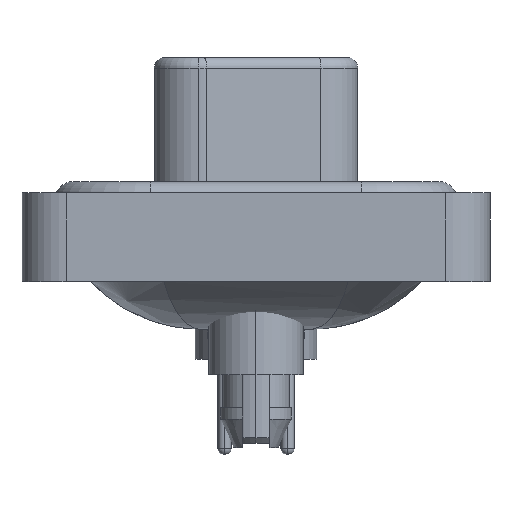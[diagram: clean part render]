
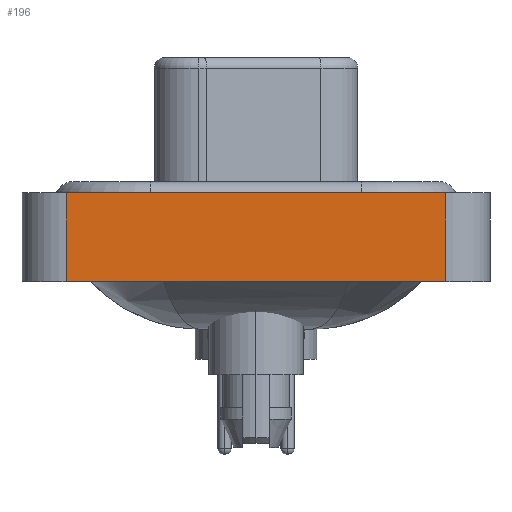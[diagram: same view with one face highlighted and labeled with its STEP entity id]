
A CAD part, left-side view. The second image highlights one B-rep face of the part: STEP entity #196.
In plain terms, the highlighted planar face has unit normal (-1, 0, 0).
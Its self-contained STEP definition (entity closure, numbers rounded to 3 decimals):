
#196 = ADVANCED_FACE ( 'NONE', ( #12401 ), #342, .T. ) ;
#342 = PLANE ( 'NONE',  #3337 ) ;
#517 = LINE ( 'NONE', #16873, #6801 ) ;
#856 = EDGE_CURVE ( 'NONE', #17063, #6535, #1990, .T. ) ;
#1808 = DIRECTION ( 'NONE',  ( 0., 0., 1. ) ) ;
#1990 = LINE ( 'NONE', #9506, #4238 ) ;
#3076 = ORIENTED_EDGE ( 'NONE', *, *, #856, .T. ) ;
#3337 = AXIS2_PLACEMENT_3D ( 'NONE', #10210, #14221, #8245 ) ;
#4238 = VECTOR ( 'NONE', #9892, 1000. ) ;
#4271 = CARTESIAN_POINT ( 'NONE',  ( -7.3, -8.55, 0.4 ) ) ;
#5940 = ORIENTED_EDGE ( 'NONE', *, *, #20530, .T. ) ;
#6357 = DIRECTION ( 'NONE',  ( 0., -1., 0. ) ) ;
#6535 = VERTEX_POINT ( 'NONE', #9159 ) ;
#6801 = VECTOR ( 'NONE', #8943, 1000. ) ;
#8245 = DIRECTION ( 'NONE',  ( 0., 0., 1. ) ) ;
#8943 = DIRECTION ( 'NONE',  ( 0., -1., 0. ) ) ;
#9159 = CARTESIAN_POINT ( 'NONE',  ( -7.3, -8.55, 0.4 ) ) ;
#9506 = CARTESIAN_POINT ( 'NONE',  ( -7.3, -8.55, -3.6 ) ) ;
#9892 = DIRECTION ( 'NONE',  ( 0., 0., 1. ) ) ;
#9930 = VECTOR ( 'NONE', #6357, 1000. ) ;
#10210 = CARTESIAN_POINT ( 'NONE',  ( -7.3, -8.55, -3.6 ) ) ;
#10939 = CARTESIAN_POINT ( 'NONE',  ( -7.3, 8.55, -3.6 ) ) ;
#10945 = VERTEX_POINT ( 'NONE', #20343 ) ;
#11411 = EDGE_CURVE ( 'NONE', #15548, #6535, #14540, .T. ) ;
#12401 = FACE_OUTER_BOUND ( 'NONE', #21693, .T. ) ;
#12524 = VECTOR ( 'NONE', #1808, 1000. ) ;
#14221 = DIRECTION ( 'NONE',  ( -1., 0., 0. ) ) ;
#14540 = LINE ( 'NONE', #4271, #9930 ) ;
#14835 = LINE ( 'NONE', #10939, #12524 ) ;
#15283 = ORIENTED_EDGE ( 'NONE', *, *, #11411, .F. ) ;
#15548 = VERTEX_POINT ( 'NONE', #21201 ) ;
#16657 = EDGE_CURVE ( 'NONE', #10945, #15548, #14835, .T. ) ;
#16873 = CARTESIAN_POINT ( 'NONE',  ( -7.3, -8.55, -3.6 ) ) ;
#17063 = VERTEX_POINT ( 'NONE', #21047 ) ;
#17108 = ORIENTED_EDGE ( 'NONE', *, *, #16657, .F. ) ;
#20343 = CARTESIAN_POINT ( 'NONE',  ( -7.3, 8.55, -3.6 ) ) ;
#20530 = EDGE_CURVE ( 'NONE', #10945, #17063, #517, .T. ) ;
#21047 = CARTESIAN_POINT ( 'NONE',  ( -7.3, -8.55, -3.6 ) ) ;
#21201 = CARTESIAN_POINT ( 'NONE',  ( -7.3, 8.55, 0.4 ) ) ;
#21693 = EDGE_LOOP ( 'NONE', ( #3076, #15283, #17108, #5940 ) ) ;
